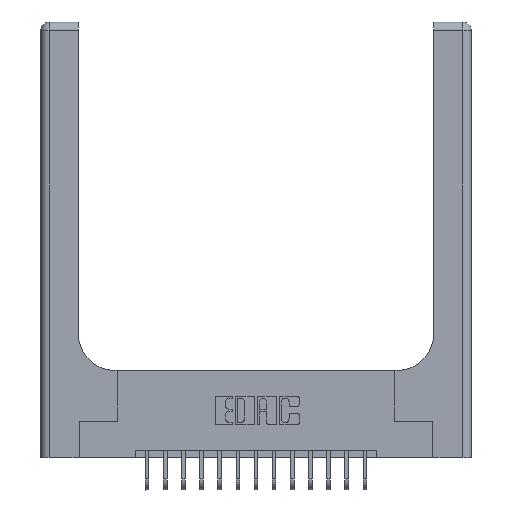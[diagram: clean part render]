
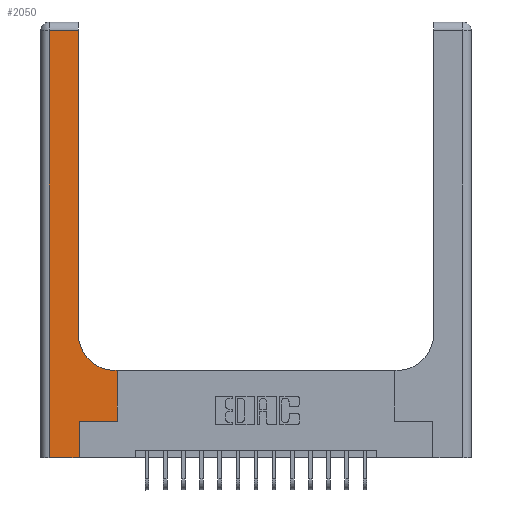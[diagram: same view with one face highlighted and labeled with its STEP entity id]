
A CAD part, top view. The second image highlights one B-rep face of the part: STEP entity #2050.
In plain terms, the highlighted planar face has unit normal (0, 0, 1).
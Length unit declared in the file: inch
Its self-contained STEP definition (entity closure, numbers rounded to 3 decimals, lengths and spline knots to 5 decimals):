
#216 = CARTESIAN_POINT ( 'NONE',  ( 0.26, 3., 0.37 ) ) ;
#556 = VERTEX_POINT ( 'NONE', #4084 ) ;
#1054 = VECTOR ( 'NONE', #17973, 39.37008 ) ;
#1074 = CARTESIAN_POINT ( 'NONE',  ( 0.26, 0.6, 0.37 ) ) ;
#1261 = ORIENTED_EDGE ( 'NONE', *, *, #19180, .T. ) ;
#1262 = AXIS2_PLACEMENT_3D ( 'NONE', #7626, #10538, #3112 ) ;
#1298 = LINE ( 'NONE', #16418, #1054 ) ;
#1944 = VERTEX_POINT ( 'NONE', #16979 ) ;
#2050 = ADVANCED_FACE ( 'NONE', ( #15809 ), #7507, .F. ) ;
#2116 = VECTOR ( 'NONE', #11250, 39.37008 ) ;
#2315 = DIRECTION ( 'NONE',  ( 0., 0., -1. ) ) ;
#2862 = CARTESIAN_POINT ( 'NONE',  ( 0.528, 0.6, 0.37 ) ) ;
#2965 = LINE ( 'NONE', #3029, #17946 ) ;
#3029 = CARTESIAN_POINT ( 'NONE',  ( 0.06, 3., 0.37 ) ) ;
#3112 = DIRECTION ( 'NONE',  ( 1., 0., 0. ) ) ;
#3205 = CARTESIAN_POINT ( 'NONE',  ( 0.06, 2.94, 0.37 ) ) ;
#3275 = CARTESIAN_POINT ( 'NONE',  ( 0., 2.94, 0.37 ) ) ;
#3326 = ORIENTED_EDGE ( 'NONE', *, *, #11845, .T. ) ;
#3862 = CARTESIAN_POINT ( 'NONE',  ( 0., 0., 0.37 ) ) ;
#4084 = CARTESIAN_POINT ( 'NONE',  ( 0.265, 0., 0.37 ) ) ;
#4360 = CARTESIAN_POINT ( 'NONE',  ( 0.265, 0., 0.37 ) ) ;
#5003 = EDGE_CURVE ( 'NONE', #1944, #17556, #8270, .T. ) ;
#5657 = VERTEX_POINT ( 'NONE', #14835 ) ;
#6543 = LINE ( 'NONE', #4360, #14487 ) ;
#6672 = CARTESIAN_POINT ( 'NONE',  ( 0.26, 2.94, 0.37 ) ) ;
#6924 = EDGE_CURVE ( 'NONE', #9215, #556, #10779, .T. ) ;
#7507 = PLANE ( 'NONE',  #12750 ) ;
#7626 = CARTESIAN_POINT ( 'NONE',  ( 0.51, 0.85, 0.37 ) ) ;
#7697 = EDGE_CURVE ( 'NONE', #13634, #5657, #13193, .T. ) ;
#7870 = DIRECTION ( 'NONE',  ( 0., -1., 0. ) ) ;
#8270 = LINE ( 'NONE', #18627, #2116 ) ;
#8742 = DIRECTION ( 'NONE',  ( -1., 0., 0. ) ) ;
#9215 = VERTEX_POINT ( 'NONE', #13924 ) ;
#9591 = LINE ( 'NONE', #1074, #16061 ) ;
#10538 = DIRECTION ( 'NONE',  ( 0., 0., -1. ) ) ;
#10600 = CARTESIAN_POINT ( 'NONE',  ( 0., 3., 0.37 ) ) ;
#10737 = DIRECTION ( 'NONE',  ( 0., 1., 0. ) ) ;
#10779 = LINE ( 'NONE', #3862, #13539 ) ;
#11136 = EDGE_CURVE ( 'NONE', #16256, #12878, #14479, .T. ) ;
#11250 = DIRECTION ( 'NONE',  ( 0., 1., 0. ) ) ;
#11366 = EDGE_CURVE ( 'NONE', #12878, #9215, #2965, .T. ) ;
#11392 = DIRECTION ( 'NONE',  ( -1., 0., 0. ) ) ;
#11794 = ORIENTED_EDGE ( 'NONE', *, *, #18086, .T. ) ;
#11845 = EDGE_CURVE ( 'NONE', #5657, #16256, #15383, .T. ) ;
#12047 = ORIENTED_EDGE ( 'NONE', *, *, #7697, .T. ) ;
#12672 = CARTESIAN_POINT ( 'NONE',  ( 0.51, 0.6, 0.37 ) ) ;
#12750 = AXIS2_PLACEMENT_3D ( 'NONE', #10600, #2315, #8742 ) ;
#12757 = CARTESIAN_POINT ( 'NONE',  ( 0.265, 0.25, 0.37 ) ) ;
#12878 = VERTEX_POINT ( 'NONE', #3205 ) ;
#13094 = DIRECTION ( 'NONE',  ( 0., 1., 0. ) ) ;
#13193 = CIRCLE ( 'NONE', #1262, 0.25 ) ;
#13539 = VECTOR ( 'NONE', #14610, 39.37008 ) ;
#13634 = VERTEX_POINT ( 'NONE', #12672 ) ;
#13924 = CARTESIAN_POINT ( 'NONE',  ( 0.06, 0., 0.37 ) ) ;
#14263 = ORIENTED_EDGE ( 'NONE', *, *, #6924, .T. ) ;
#14278 = VERTEX_POINT ( 'NONE', #12757 ) ;
#14412 = ORIENTED_EDGE ( 'NONE', *, *, #19324, .T. ) ;
#14479 = LINE ( 'NONE', #3275, #17287 ) ;
#14487 = VECTOR ( 'NONE', #13094, 39.37008 ) ;
#14610 = DIRECTION ( 'NONE',  ( 1., 0., 0. ) ) ;
#14835 = CARTESIAN_POINT ( 'NONE',  ( 0.26, 0.85, 0.37 ) ) ;
#15383 = LINE ( 'NONE', #216, #17714 ) ;
#15809 = FACE_OUTER_BOUND ( 'NONE', #15869, .T. ) ;
#15869 = EDGE_LOOP ( 'NONE', ( #3326, #18610, #17148, #14263, #11794, #14412, #17035, #1261, #12047 ) ) ;
#16061 = VECTOR ( 'NONE', #17409, 39.37008 ) ;
#16256 = VERTEX_POINT ( 'NONE', #6672 ) ;
#16418 = CARTESIAN_POINT ( 'NONE',  ( 0.265, 0.25, 0.37 ) ) ;
#16979 = CARTESIAN_POINT ( 'NONE',  ( 0.528, 0.25, 0.37 ) ) ;
#17035 = ORIENTED_EDGE ( 'NONE', *, *, #5003, .T. ) ;
#17148 = ORIENTED_EDGE ( 'NONE', *, *, #11366, .T. ) ;
#17287 = VECTOR ( 'NONE', #11392, 39.37008 ) ;
#17409 = DIRECTION ( 'NONE',  ( -1., 0., 0. ) ) ;
#17556 = VERTEX_POINT ( 'NONE', #2862 ) ;
#17714 = VECTOR ( 'NONE', #10737, 39.37008 ) ;
#17946 = VECTOR ( 'NONE', #7870, 39.37008 ) ;
#17973 = DIRECTION ( 'NONE',  ( 1., 0., 0. ) ) ;
#18086 = EDGE_CURVE ( 'NONE', #556, #14278, #6543, .T. ) ;
#18610 = ORIENTED_EDGE ( 'NONE', *, *, #11136, .T. ) ;
#18627 = CARTESIAN_POINT ( 'NONE',  ( 0.528, 0.25, 0.37 ) ) ;
#19180 = EDGE_CURVE ( 'NONE', #17556, #13634, #9591, .T. ) ;
#19324 = EDGE_CURVE ( 'NONE', #14278, #1944, #1298, .T. ) ;
